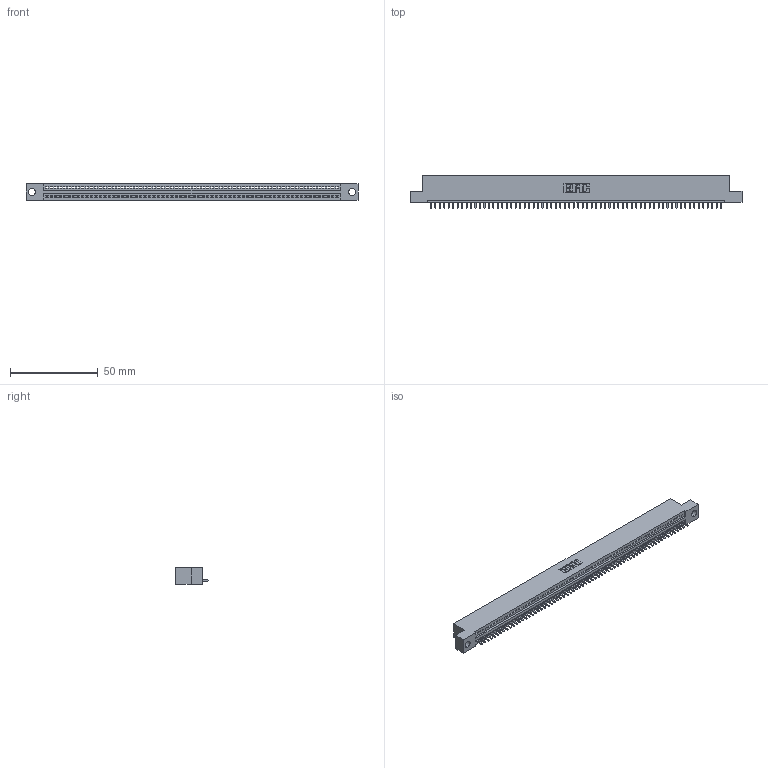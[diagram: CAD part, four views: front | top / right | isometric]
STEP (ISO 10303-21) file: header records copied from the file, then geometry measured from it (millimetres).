
FILE_DESCRIPTION (( 'STEP AP203' ), '1' );
FILE_NAME ('395-066-521-104.STEP', '2019-10-25T07:18:08', ( '' ), ( '' ), 'SwSTEP 2.0', 'SolidWorks 2016', '' );
FILE_SCHEMA (( 'CONFIG_CONTROL_DESIGN' ));
Length unit declared in the file: inch
Products named in the file (3): 395-066-521-104; 345-292-001_345-293-121; 345 Part_Flush Mounting Lugs - 0.156 Dia-TH
Assembly tree (67 placements, depth 2):
  395-066-521-104
    345 Part_Flush Mounting Lugs - 0.156 Dia-TH
    345-292-001_345-293-121  x66
Bounding box: 188.85 x 18.72 x 9.4 mm (x, y, z)
Volume: 17858 mm3; surface area: 23132.3 mm2
Topology: 67 solids, 67 shells, 3954 faces, 11957 edges, 7882 vertices
Faces by surface type: plane 2720, cylinder 1234
Entity records: 46463 total; most frequent: ORIENTED_EDGE 8054, CARTESIAN_POINT 8054, DIRECTION 6999, EDGE_CURVE 4027, VECTOR 3631, LINE 3631, VERTEX_POINT 2682, AXIS2_PLACEMENT_3D 1684
